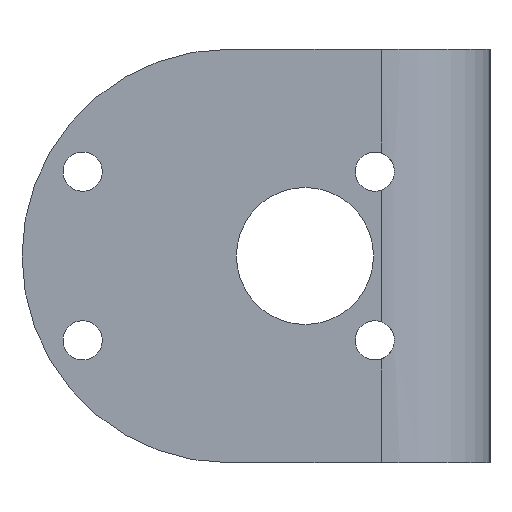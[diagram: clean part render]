
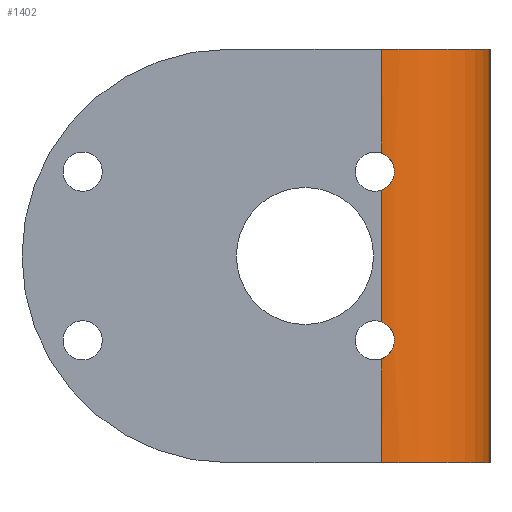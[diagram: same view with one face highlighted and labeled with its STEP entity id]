
A CAD part, left-side view. The second image highlights one B-rep face of the part: STEP entity #1402.
In plain terms, the highlighted cylindrical face has radius 10 mm (diameter 20 mm), a partial arc.
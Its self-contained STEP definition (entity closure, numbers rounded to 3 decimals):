
#20 = EDGE_CURVE ( 'NONE', #921, #1193, #1249, .T. ) ;
#55 = CARTESIAN_POINT ( 'NONE',  ( 0.049, 9.005, -25.853 ) ) ;
#101 = EDGE_CURVE ( 'NONE', #2526, #1798, #2827, .T. ) ;
#103 = CARTESIAN_POINT ( 'NONE',  ( 0., 10., -12.955 ) ) ;
#131 = DIRECTION ( 'NONE',  ( 0., 0., 1. ) ) ;
#135 = CARTESIAN_POINT ( 'NONE',  ( 0., 10., -25.045 ) ) ;
#164 = VECTOR ( 'NONE', #2879, 1000. ) ;
#173 = CYLINDRICAL_SURFACE ( 'NONE', #1836, 10. ) ;
#188 = CARTESIAN_POINT ( 'NONE',  ( 0.071, 8.806, -10.877 ) ) ;
#271 = B_SPLINE_CURVE_WITH_KNOTS ( 'NONE', 3,
 ( #2702, #1490, #1215, #553, #1507, #2633, #1979, #285, #335, #2912, #783, #2181, #55, #1727, #997, #1033, #2455, #2683 ),
 .UNSPECIFIED., .F., .F.,
 ( 4, 2, 2, 2, 2, 2, 2, 2, 4 ),
 ( 0., 0.001, 0.001, 0.002, 0.002, 0.003, 0.003, 0.004, 0.004 ),
 .UNSPECIFIED. ) ;
#282 = CARTESIAN_POINT ( 'NONE',  ( 0., 10., -38. ) ) ;
#285 = CARTESIAN_POINT ( 'NONE',  ( 0.071, 8.806, -27.125 ) ) ;
#287 = ORIENTED_EDGE ( 'NONE', *, *, #550, .F. ) ;
#333 = CARTESIAN_POINT ( 'NONE',  ( 0.005, 9.657, -12.809 ) ) ;
#335 = CARTESIAN_POINT ( 'NONE',  ( 0.075, 8.777, -26.938 ) ) ;
#367 = CARTESIAN_POINT ( 'NONE',  ( 0.071, 8.806, -11.625 ) ) ;
#385 = DIRECTION ( 'NONE',  ( 1., 0., 0. ) ) ;
#524 = VERTEX_POINT ( 'NONE', #135 ) ;
#549 = CARTESIAN_POINT ( 'NONE',  ( 0., 10., -28.455 ) ) ;
#550 = EDGE_CURVE ( 'NONE', #1798, #2169, #1088, .T. ) ;
#551 = DIRECTION ( 'NONE',  ( 0., 0., -1. ) ) ;
#553 = CARTESIAN_POINT ( 'NONE',  ( 0.02, 9.355, -28.085 ) ) ;
#624 = CARTESIAN_POINT ( 'NONE',  ( 10., 10., -38. ) ) ;
#632 = CARTESIAN_POINT ( 'NONE',  ( 10., 0., 0. ) ) ;
#656 = VECTOR ( 'NONE', #2036, 1000. ) ;
#706 = CARTESIAN_POINT ( 'NONE',  ( 10., 10., 0. ) ) ;
#779 = EDGE_CURVE ( 'NONE', #1193, #1767, #1303, .T. ) ;
#783 = CARTESIAN_POINT ( 'NONE',  ( 0.071, 8.806, -26.377 ) ) ;
#819 = ORIENTED_EDGE ( 'NONE', *, *, #2322, .F. ) ;
#846 = CARTESIAN_POINT ( 'NONE',  ( 0., 9.821, -12.895 ) ) ;
#887 = EDGE_CURVE ( 'NONE', #2169, #1136, #2541, .T. ) ;
#893 = ORIENTED_EDGE ( 'NONE', *, *, #101, .F. ) ;
#921 = VERTEX_POINT ( 'NONE', #2086 ) ;
#997 = CARTESIAN_POINT ( 'NONE',  ( 0.02, 9.355, -25.415 ) ) ;
#1009 = EDGE_CURVE ( 'NONE', #1767, #524, #271, .T. ) ;
#1011 = CARTESIAN_POINT ( 'NONE',  ( 0., 10., 0. ) ) ;
#1033 = CARTESIAN_POINT ( 'NONE',  ( 0.005, 9.653, -25.194 ) ) ;
#1047 = CARTESIAN_POINT ( 'NONE',  ( 0.075, 8.776, -11.065 ) ) ;
#1079 = CARTESIAN_POINT ( 'NONE',  ( 10., 0., 0. ) ) ;
#1088 = LINE ( 'NONE', #2314, #656 ) ;
#1133 = CARTESIAN_POINT ( 'NONE',  ( 0.049, 9.005, -10.353 ) ) ;
#1136 = VERTEX_POINT ( 'NONE', #632 ) ;
#1193 = VERTEX_POINT ( 'NONE', #1368 ) ;
#1215 = CARTESIAN_POINT ( 'NONE',  ( 0.005, 9.657, -28.309 ) ) ;
#1249 = CIRCLE ( 'NONE', #1398, 10. ) ;
#1280 = CARTESIAN_POINT ( 'NONE',  ( 0.02, 9.355, -9.915 ) ) ;
#1303 = LINE ( 'NONE', #2260, #1510 ) ;
#1317 = CARTESIAN_POINT ( 'NONE',  ( 0., 10., -9.545 ) ) ;
#1335 = DIRECTION ( 'NONE',  ( 0., 0., 1. ) ) ;
#1368 = CARTESIAN_POINT ( 'NONE',  ( 0., 10., -38. ) ) ;
#1398 = AXIS2_PLACEMENT_3D ( 'NONE', #1962, #551, #1505 ) ;
#1402 = ADVANCED_FACE ( 'NONE', ( #2507 ), #173, .T. ) ;
#1490 = CARTESIAN_POINT ( 'NONE',  ( 0., 9.821, -28.395 ) ) ;
#1505 = DIRECTION ( 'NONE',  ( 1., 0., 0. ) ) ;
#1507 = CARTESIAN_POINT ( 'NONE',  ( 0.03, 9.224, -27.952 ) ) ;
#1510 = VECTOR ( 'NONE', #131, 1000. ) ;
#1563 = ORIENTED_EDGE ( 'NONE', *, *, #887, .F. ) ;
#1602 = EDGE_CURVE ( 'NONE', #524, #2526, #3021, .T. ) ;
#1625 = ORIENTED_EDGE ( 'NONE', *, *, #20, .F. ) ;
#1653 = DIRECTION ( 'NONE',  ( -1., 0., 0. ) ) ;
#1667 = DIRECTION ( 'NONE',  ( 0., 0., 1. ) ) ;
#1727 = CARTESIAN_POINT ( 'NONE',  ( 0.03, 9.221, -25.551 ) ) ;
#1754 = VECTOR ( 'NONE', #3004, 1000. ) ;
#1763 = CARTESIAN_POINT ( 'NONE',  ( 0.058, 8.919, -10.523 ) ) ;
#1767 = VERTEX_POINT ( 'NONE', #549 ) ;
#1779 = CARTESIAN_POINT ( 'NONE',  ( 0.03, 9.221, -10.051 ) ) ;
#1798 = VERTEX_POINT ( 'NONE', #2452 ) ;
#1836 = AXIS2_PLACEMENT_3D ( 'NONE', #624, #1335, #385 ) ;
#1962 = CARTESIAN_POINT ( 'NONE',  ( 10., 10., -38. ) ) ;
#1979 = CARTESIAN_POINT ( 'NONE',  ( 0.058, 8.921, -27.48 ) ) ;
#2036 = DIRECTION ( 'NONE',  ( 0., 0., 1. ) ) ;
#2086 = CARTESIAN_POINT ( 'NONE',  ( 10., 0., -38. ) ) ;
#2092 = ORIENTED_EDGE ( 'NONE', *, *, #1009, .F. ) ;
#2169 = VERTEX_POINT ( 'NONE', #1011 ) ;
#2179 = ORIENTED_EDGE ( 'NONE', *, *, #779, .F. ) ;
#2181 = CARTESIAN_POINT ( 'NONE',  ( 0.058, 8.919, -26.023 ) ) ;
#2260 = CARTESIAN_POINT ( 'NONE',  ( 0., 10., -38. ) ) ;
#2314 = CARTESIAN_POINT ( 'NONE',  ( 0., 10., -38. ) ) ;
#2318 = CARTESIAN_POINT ( 'NONE',  ( 0.03, 9.224, -12.452 ) ) ;
#2322 = EDGE_CURVE ( 'NONE', #1136, #921, #2743, .T. ) ;
#2341 = EDGE_LOOP ( 'NONE', ( #1625, #819, #1563, #287, #893, #2651, #2092, #2179 ) ) ;
#2373 = CARTESIAN_POINT ( 'NONE',  ( 0., 10., -12.955 ) ) ;
#2452 = CARTESIAN_POINT ( 'NONE',  ( 0., 10., -9.545 ) ) ;
#2455 = CARTESIAN_POINT ( 'NONE',  ( 0., 9.821, -25.105 ) ) ;
#2507 = FACE_OUTER_BOUND ( 'NONE', #2341, .T. ) ;
#2526 = VERTEX_POINT ( 'NONE', #2373 ) ;
#2541 = CIRCLE ( 'NONE', #2940, 10. ) ;
#2633 = CARTESIAN_POINT ( 'NONE',  ( 0.049, 9.006, -27.648 ) ) ;
#2651 = ORIENTED_EDGE ( 'NONE', *, *, #1602, .F. ) ;
#2683 = CARTESIAN_POINT ( 'NONE',  ( 0., 10., -25.045 ) ) ;
#2700 = CARTESIAN_POINT ( 'NONE',  ( 0.058, 8.921, -11.98 ) ) ;
#2702 = CARTESIAN_POINT ( 'NONE',  ( 0., 10., -28.455 ) ) ;
#2715 = CARTESIAN_POINT ( 'NONE',  ( 0.005, 9.653, -9.694 ) ) ;
#2743 = LINE ( 'NONE', #1079, #1754 ) ;
#2748 = CARTESIAN_POINT ( 'NONE',  ( 0.049, 9.006, -12.148 ) ) ;
#2805 = CARTESIAN_POINT ( 'NONE',  ( 0., 9.821, -9.605 ) ) ;
#2827 = B_SPLINE_CURVE_WITH_KNOTS ( 'NONE', 3,
 ( #103, #846, #333, #3029, #2318, #2748, #2700, #367, #3045, #1047, #188, #1763, #1133, #1779, #1280, #2715, #2805, #1317 ),
 .UNSPECIFIED., .F., .F.,
 ( 4, 2, 2, 2, 2, 2, 2, 2, 4 ),
 ( 0., 0.001, 0.001, 0.002, 0.002, 0.003, 0.003, 0.004, 0.004 ),
 .UNSPECIFIED. ) ;
#2879 = DIRECTION ( 'NONE',  ( 0., 0., 1. ) ) ;
#2912 = CARTESIAN_POINT ( 'NONE',  ( 0.075, 8.776, -26.565 ) ) ;
#2940 = AXIS2_PLACEMENT_3D ( 'NONE', #706, #1667, #1653 ) ;
#3004 = DIRECTION ( 'NONE',  ( 0., 0., -1. ) ) ;
#3021 = LINE ( 'NONE', #282, #164 ) ;
#3029 = CARTESIAN_POINT ( 'NONE',  ( 0.02, 9.355, -12.585 ) ) ;
#3045 = CARTESIAN_POINT ( 'NONE',  ( 0.075, 8.777, -11.438 ) ) ;
